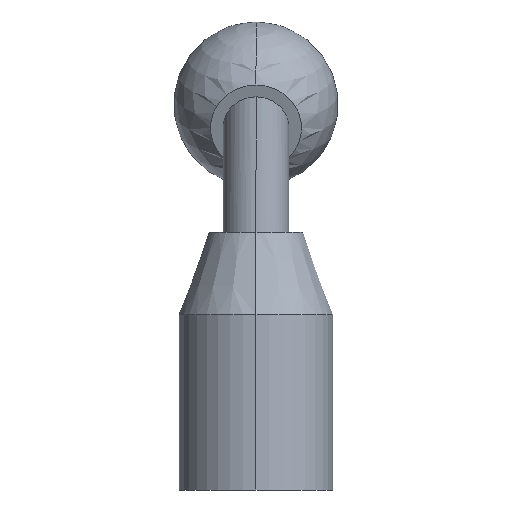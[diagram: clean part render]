
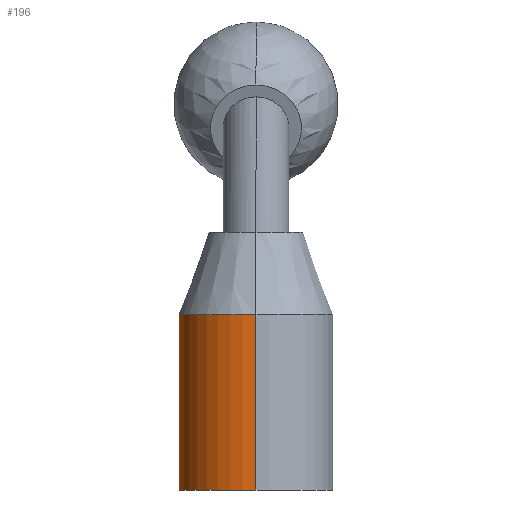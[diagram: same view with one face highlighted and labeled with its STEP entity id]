
A CAD part, left-side view. The second image highlights one B-rep face of the part: STEP entity #196.
In plain terms, the highlighted cylindrical face has radius 14 mm (diameter 28 mm), a partial arc.
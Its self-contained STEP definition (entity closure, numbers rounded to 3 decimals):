
#138=EDGE_CURVE('',#246,#208,#348,.T.);
#196=ADVANCED_FACE('',(#415),#416,.T.);
#208=VERTEX_POINT('',#429);
#212=EDGE_CURVE('',#218,#208,#433,.T.);
#218=VERTEX_POINT('',#439);
#224=EDGE_CURVE('',#218,#230,#446,.T.);
#230=VERTEX_POINT('',#452);
#246=VERTEX_POINT('',#472);
#252=EDGE_CURVE('',#230,#246,#480,.T.);
#348=LINE('',#579,#580);
#415=FACE_OUTER_BOUND('',#679,.T.);
#416=CYLINDRICAL_SURFACE('',#680,14.0);
#429=CARTESIAN_POINT('',(-14.0,0.,0.0));
#433=CIRCLE('',#735,14.0);
#439=CARTESIAN_POINT('',(14.0,0.0,0.0));
#446=LINE('',#750,#751);
#452=CARTESIAN_POINT('',(14.0,0.0,31.965));
#472=CARTESIAN_POINT('',(-14.0,0.,31.965));
#480=CIRCLE('',#807,14.0);
#579=CARTESIAN_POINT('',(-14.0,0.,15.982));
#580=VECTOR('',#922,1.0);
#679=EDGE_LOOP('',(#1011,#1012,#1013,#1014));
#680=AXIS2_PLACEMENT_3D('',#1015,#1016,#1017);
#735=AXIS2_PLACEMENT_3D('',#1029,#1030,#1031);
#750=CARTESIAN_POINT('',(14.0,0.,15.982));
#751=VECTOR('',#1043,1.0);
#807=AXIS2_PLACEMENT_3D('',#1101,#1102,#1103);
#922=DIRECTION('',(-0.0,-0.0,-1.0));
#1011=ORIENTED_EDGE('',*,*,#224,.F.);
#1012=ORIENTED_EDGE('',*,*,#212,.T.);
#1013=ORIENTED_EDGE('',*,*,#138,.F.);
#1014=ORIENTED_EDGE('',*,*,#252,.F.);
#1015=CARTESIAN_POINT('',(0.0,0.0,15.982));
#1016=DIRECTION('',(-0.0,-0.0,-1.0));
#1017=DIRECTION('',(1.0,0.0,0.0));
#1029=CARTESIAN_POINT('',(0.0,0.0,0.0));
#1030=DIRECTION('',(0.0,0.0,1.0));
#1031=DIRECTION('',(1.0,0.0,0.0));
#1043=DIRECTION('',(0.0,0.0,1.0));
#1101=CARTESIAN_POINT('',(0.0,0.0,31.965));
#1102=DIRECTION('',(0.0,0.0,1.0));
#1103=DIRECTION('',(1.0,0.0,0.0));
